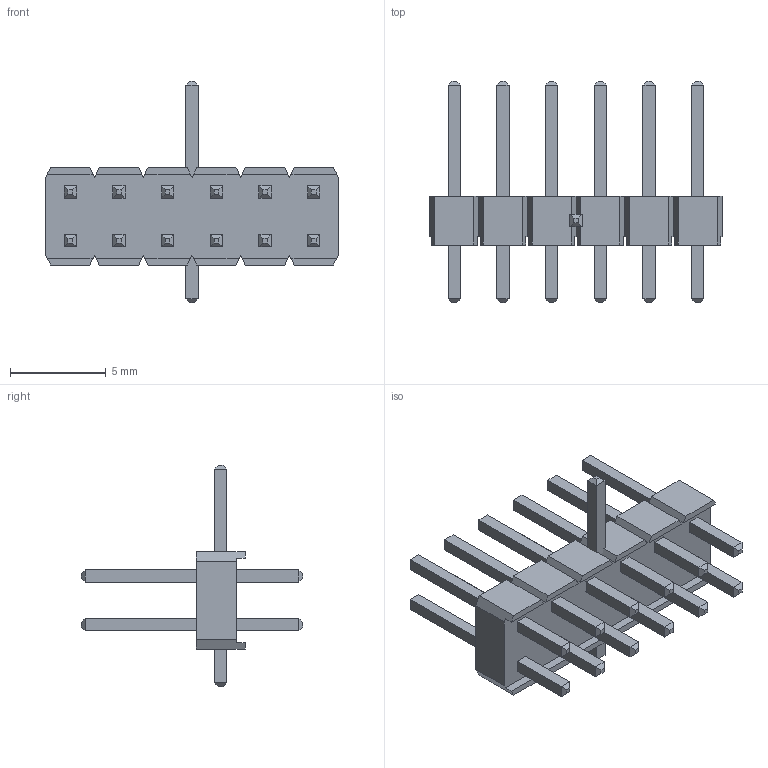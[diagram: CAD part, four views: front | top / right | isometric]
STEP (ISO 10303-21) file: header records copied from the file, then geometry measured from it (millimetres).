
FILE_DESCRIPTION( ( 'Unknown' ), '1' );
FILE_NAME( '61301221121.stp', 'Unknown', ( 'Unknown' ), ( 'Unknown' ), 'PSStep 14.0', 'Unknown', ' ' );
FILE_SCHEMA( ( 'AUTOMOTIVE_DESIGN { 1 0 10303 214 1 1 1 1 }' ) );
Length unit declared in the file: millimetre
Products named in the file (3): Assem1; 6130xx21121_PIN; 61301221121
Bounding box: 15.24 x 11.54 x 11.54 mm (x, y, z)
Volume: 366.8 mm3; surface area: 1046.4 mm2
Topology: 15 solids, 15 shells, 406 faces, 1024 edges, 648 vertices
Faces by surface type: plane 406
Entity records: 5162 total; most frequent: CARTESIAN_POINT 734, ORIENTED_EDGE 716, DIRECTION 638, EDGE_CURVE 358, LINE 358, VECTOR 358, VERTEX_POINT 236, EDGE_LOOP 150
